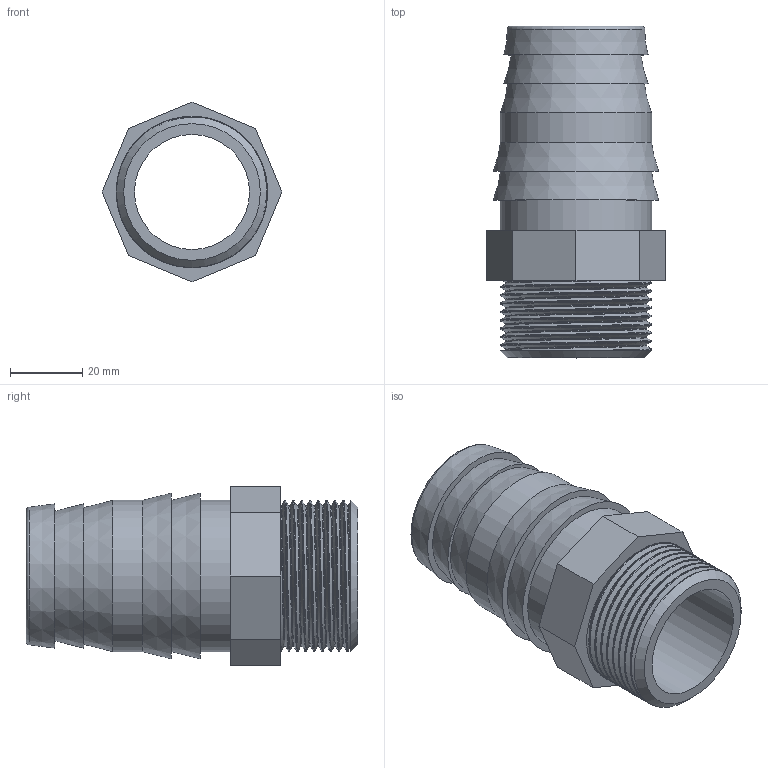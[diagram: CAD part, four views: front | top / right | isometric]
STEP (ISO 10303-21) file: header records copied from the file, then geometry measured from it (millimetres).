
FILE_DESCRIPTION(/* description */ (''),/* implementation_level */ '2;1');
FILE_NAME(/* name */ 'HN610400.ipt.stp',/* time_stamp */ '2017-01-25T10:25:20+01:00',/* author */ ('Gabriele'),/* organization */ (''),/* preprocessor_version */ 'ST-DEVELOPER v16.5',/* originating_system */ 'Autodesk Inventor 2017',/* authorisation */ '');
FILE_SCHEMA (('AUTOMOTIVE_DESIGN { 1 0 10303 214 3 1 1 }'));
Length unit declared in the file: millimetre
Products named in the file (1): HN610400
Bounding box: 49.79 x 92 x 49.79 mm (x, y, z)
Volume: 54121 mm3; surface area: 30980 mm2
Topology: 2 solids, 2 shells, 38 faces, 78 edges, 51 vertices
Faces by surface type: plane 19, cylinder 6, cone 6, bspline 6, torus 1
Full cylindrical faces by diameter (mm): 31.91 x1, 38.896 x2, 41.91 x2
Entity records: 4898 total; most frequent: CARTESIAN_POINT 4138, DIRECTION 136, ORIENTED_EDGE 132, EDGE_CURVE 66, EDGE_LOOP 61, AXIS2_PLACEMENT_3D 56, VERTEX_POINT 51, FACE_OUTER_BOUND 38
